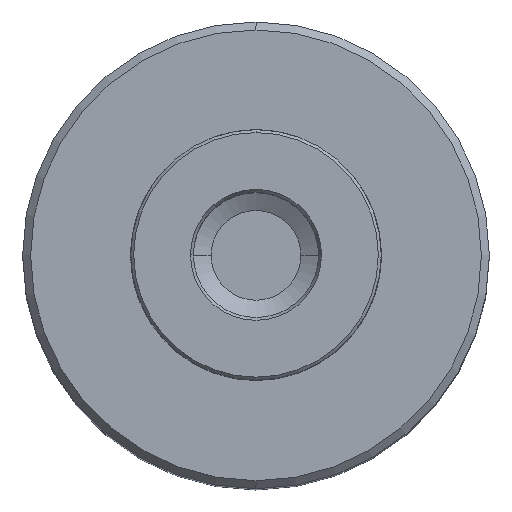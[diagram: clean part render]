
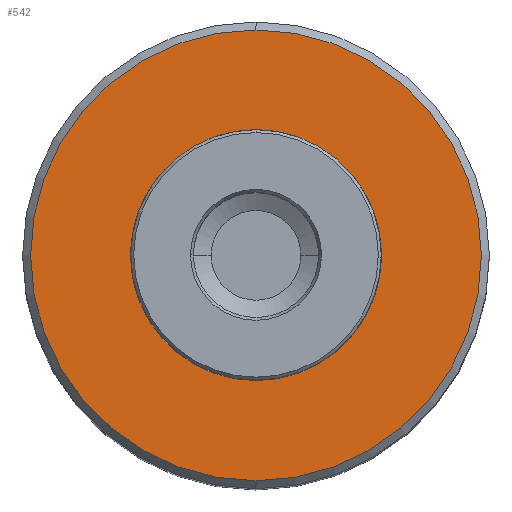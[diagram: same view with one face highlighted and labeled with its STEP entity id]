
A CAD part, top view. The second image highlights one B-rep face of the part: STEP entity #542.
In plain terms, the highlighted planar face has unit normal (0, 0, 1).
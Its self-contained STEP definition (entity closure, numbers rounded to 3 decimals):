
#228=VERTEX_POINT('NONE',#652);
#232=VERTEX_POINT('NONE',#656);
#242=VERTEX_POINT('NONE',#668);
#308=EDGE_CURVE('NONE',#624,#232,#742,.T.);
#508=EDGE_CURVE('NONE',#232,#624,#962,.T.);
#542=ADVANCED_FACE('NONE',(#1000,#1001),#1002,.F.);
#606=EDGE_CURVE('NONE',#242,#228,#1074,.T.);
#610=EDGE_CURVE('NONE',#228,#242,#1078,.T.);
#624=VERTEX_POINT('NONE',#1094);
#652=CARTESIAN_POINT('',(0.0,-19.8,0.));
#656=CARTESIAN_POINT('',(0.0,-11.0,0.));
#668=CARTESIAN_POINT('',(0.,19.8,0.));
#742=CIRCLE('',#1305,11.0);
#962=CIRCLE('',#1877,11.0);
#1000=FACE_OUTER_BOUND('',#1932,.T.);
#1001=FACE_BOUND('',#1933,.T.);
#1002=PLANE('',#1934);
#1074=CIRCLE('',#2093,19.8);
#1078=CIRCLE('',#2098,19.8);
#1094=CARTESIAN_POINT('',(0.,11.0,0.));
#1305=AXIS2_PLACEMENT_3D('',#2248,#2249,#2250);
#1877=AXIS2_PLACEMENT_3D('',#2494,#2495,#2496);
#1932=EDGE_LOOP('',(#2552,#2553));
#1933=EDGE_LOOP('',(#2554,#2555));
#1934=AXIS2_PLACEMENT_3D('',#2556,#2557,#2558);
#2093=AXIS2_PLACEMENT_3D('',#2647,#2648,#2649);
#2098=AXIS2_PLACEMENT_3D('',#2650,#2651,#2652);
#2248=CARTESIAN_POINT('',(0.0,0.0,0.));
#2249=DIRECTION('',(0.0,0.0,-1.0));
#2250=DIRECTION('',(0.0,-1.0,0.0));
#2494=CARTESIAN_POINT('',(0.0,0.0,0.));
#2495=DIRECTION('',(0.0,0.0,-1.0));
#2496=DIRECTION('',(0.0,-1.0,0.0));
#2552=ORIENTED_EDGE('',*,*,#610,.T.);
#2553=ORIENTED_EDGE('',*,*,#606,.T.);
#2554=ORIENTED_EDGE('',*,*,#508,.T.);
#2555=ORIENTED_EDGE('',*,*,#308,.T.);
#2556=CARTESIAN_POINT('',(-27.873,0.0,0.));
#2557=DIRECTION('',(0.0,0.0,-1.0));
#2558=DIRECTION('',(-1.0,0.0,0.0));
#2647=CARTESIAN_POINT('',(0.0,0.0,0.));
#2648=DIRECTION('',(0.0,0.0,1.0));
#2649=DIRECTION('',(0.0,-1.0,0.0));
#2650=CARTESIAN_POINT('',(0.0,0.0,0.));
#2651=DIRECTION('',(0.0,0.0,1.0));
#2652=DIRECTION('',(0.0,-1.0,0.0));
